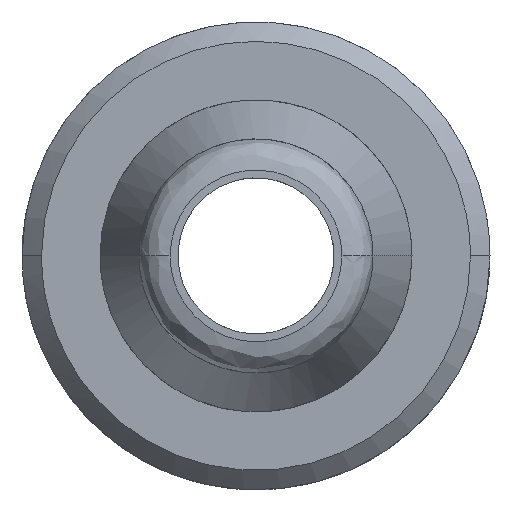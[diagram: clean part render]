
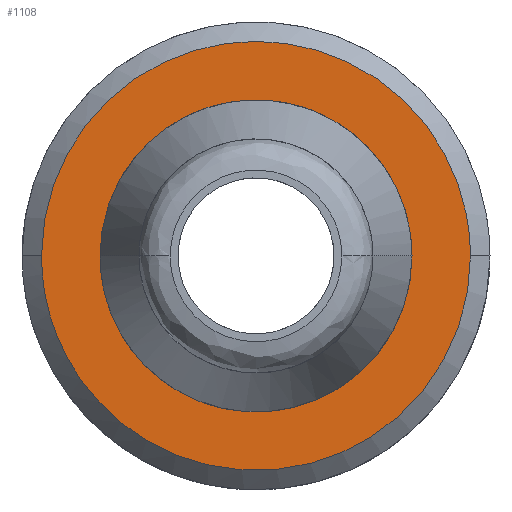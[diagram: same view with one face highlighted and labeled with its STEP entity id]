
A CAD part, front view. The second image highlights one B-rep face of the part: STEP entity #1108.
In plain terms, the highlighted free-form (B-spline) face has degree [1, 1] with [2, 2] control points.
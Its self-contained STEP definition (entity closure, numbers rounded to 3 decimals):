
#31 = CARTESIAN_POINT ( 'NONE',  ( 1.705, -1., 0.457 ) ) ;
#37 = CARTESIAN_POINT ( 'NONE',  ( 1.75, -1., 0. ) ) ;
#55 = CARTESIAN_POINT ( 'NONE',  ( -1.4, -1., 1.075 ) ) ;
#76 = FACE_OUTER_BOUND ( 'NONE', #659, .T. ) ;
#153 = CARTESIAN_POINT ( 'NONE',  ( 2.783, -1., 2.783 ) ) ;
#235 = CARTESIAN_POINT ( 'NONE',  ( 1.75, -1., 0. ) ) ;
#240 = CARTESIAN_POINT ( 'NONE',  ( 1.75, -1., -0.23 ) ) ;
#262 = ORIENTED_EDGE ( 'NONE', *, *, #1792, .T. ) ;
#282 = EDGE_LOOP ( 'NONE', ( #806, #262 ) ) ;
#315 = CARTESIAN_POINT ( 'NONE',  ( 0.882, -1., 1.529 ) ) ;
#339 = CARTESIAN_POINT ( 'NONE',  ( -1.705, -1., 0.457 ) ) ;
#343 = CARTESIAN_POINT ( 'NONE',  ( -1.611, -1., 2.75 ) ) ;
#387 = CARTESIAN_POINT ( 'NONE',  ( -0.457, -1., -1.705 ) ) ;
#392 = FACE_BOUND ( 'NONE', #282, .T. ) ;
#394 = CARTESIAN_POINT ( 'NONE',  ( -1.075, -1., -1.4 ) ) ;
#428 = VERTEX_POINT ( 'NONE', #1395 ) ;
#469 = CARTESIAN_POINT ( 'NONE',  ( -2.75, -1., 0. ) ) ;
#491 = CARTESIAN_POINT ( 'NONE',  ( 2.75, -1., 0. ) ) ;
#537 = CARTESIAN_POINT ( 'NONE',  ( 0.23, -1., -1.75 ) ) ;
#652 =( BOUNDED_CURVE ( )  B_SPLINE_CURVE ( 3, ( #1142, #1322, #1451, #997 ),
 .UNSPECIFIED., .F., .F. ) 
 B_SPLINE_CURVE_WITH_KNOTS ( ( 4, 4 ),
 ( -3.142, 0. ),
 .UNSPECIFIED. ) 
 CURVE ( )  GEOMETRIC_REPRESENTATION_ITEM ( )  RATIONAL_B_SPLINE_CURVE ( ( 1., 0.333, 0.333, 1. ) ) 
 REPRESENTATION_ITEM ( '' )  );
#654 = CARTESIAN_POINT ( 'NONE',  ( -1.075, -1., 1.4 ) ) ;
#657 = CARTESIAN_POINT ( 'NONE',  ( 1.705, -1., -0.457 ) ) ;
#659 = EDGE_LOOP ( 'NONE', ( #863, #1889 ) ) ;
#685 = CARTESIAN_POINT ( 'NONE',  ( -1.4, -1., -1.075 ) ) ;
#727 = EDGE_CURVE ( 'NONE', #987, #1284, #652, .T. ) ;
#733 = B_SPLINE_CURVE_WITH_KNOTS ( 'NONE', 3,
 ( #1371, #925, #339, #1069, #55, #654, #1383, #1645, #1523, #1082, #1063, #315, #1805, #910, #1235, #31, #1363, #37 ),
 .UNSPECIFIED., .F., .F.,
 ( 4, 2, 2, 2, 2, 2, 2, 2, 4 ),
 ( 0., 0.393, 0.785, 1.178, 1.571, 1.963, 2.356, 2.749, 3.142 ),
 .UNSPECIFIED. ) ;
#779 = CARTESIAN_POINT ( 'NONE',  ( 0., -1., 2.75 ) ) ;
#806 = ORIENTED_EDGE ( 'NONE', *, *, #1572, .T. ) ;
#817 = CARTESIAN_POINT ( 'NONE',  ( 1.075, -1., -1.4 ) ) ;
#830 = CARTESIAN_POINT ( 'NONE',  ( -1.529, -1., -0.882 ) ) ;
#863 = ORIENTED_EDGE ( 'NONE', *, *, #727, .F. ) ;
#910 = CARTESIAN_POINT ( 'NONE',  ( 1.4, -1., 1.075 ) ) ;
#925 = CARTESIAN_POINT ( 'NONE',  ( -1.75, -1., 0.23 ) ) ;
#929 = CARTESIAN_POINT ( 'NONE',  ( 2.75, -1., 1.611 ) ) ;
#960 = CARTESIAN_POINT ( 'NONE',  ( -1.705, -1., -0.457 ) ) ;
#970 = CARTESIAN_POINT ( 'NONE',  ( 1.75, -1., 0. ) ) ;
#977 = CARTESIAN_POINT ( 'NONE',  ( -1.75, -1., -0.23 ) ) ;
#987 = VERTEX_POINT ( 'NONE', #1626 ) ;
#997 = CARTESIAN_POINT ( 'NONE',  ( -2.75, -1., 0. ) ) ;
#1047 = CARTESIAN_POINT ( 'NONE',  ( -2.783, -1., -2.783 ) ) ;
#1063 = CARTESIAN_POINT ( 'NONE',  ( 0.457, -1., 1.705 ) ) ;
#1069 = CARTESIAN_POINT ( 'NONE',  ( -1.529, -1., 0.882 ) ) ;
#1082 = CARTESIAN_POINT ( 'NONE',  ( 0.23, -1., 1.75 ) ) ;
#1108 = ADVANCED_FACE ( 'NONE', ( #392, #76 ), #1679, .F. ) ;
#1121 = CARTESIAN_POINT ( 'NONE',  ( 1.529, -1., -0.882 ) ) ;
#1126 = CARTESIAN_POINT ( 'NONE',  ( 0.882, -1., -1.529 ) ) ;
#1142 = CARTESIAN_POINT ( 'NONE',  ( 2.75, -1., 0. ) ) ;
#1183 = CARTESIAN_POINT ( 'NONE',  ( 2.783, -1., -2.783 ) ) ;
#1223 = CARTESIAN_POINT ( 'NONE',  ( 1.611, -1., 2.75 ) ) ;
#1235 = CARTESIAN_POINT ( 'NONE',  ( 1.529, -1., 0.882 ) ) ;
#1273 = CARTESIAN_POINT ( 'NONE',  ( -0.23, -1., -1.75 ) ) ;
#1277 = CARTESIAN_POINT ( 'NONE',  ( 1.4, -1., -1.075 ) ) ;
#1284 = VERTEX_POINT ( 'NONE', #1453 ) ;
#1322 = CARTESIAN_POINT ( 'NONE',  ( 2.75, -1., -5.5 ) ) ;
#1363 = CARTESIAN_POINT ( 'NONE',  ( 1.75, -1., 0.23 ) ) ;
#1371 = CARTESIAN_POINT ( 'NONE',  ( -1.75, -1., 0. ) ) ;
#1383 = CARTESIAN_POINT ( 'NONE',  ( -0.882, -1., 1.529 ) ) ;
#1395 = CARTESIAN_POINT ( 'NONE',  ( -1.75, -1., 0. ) ) ;
#1451 = CARTESIAN_POINT ( 'NONE',  ( -2.75, -1., -5.5 ) ) ;
#1453 = CARTESIAN_POINT ( 'NONE',  ( -2.75, -1., 0. ) ) ;
#1480 =( BOUNDED_CURVE ( )  B_SPLINE_CURVE ( 3, ( #469, #1494, #343, #779, #1223, #929, #491 ),
 .UNSPECIFIED., .F., .F. ) 
 B_SPLINE_CURVE_WITH_KNOTS ( ( 4, 3, 4 ),
 ( -3.142, -1.571, 0. ),
 .UNSPECIFIED. ) 
 CURVE ( )  GEOMETRIC_REPRESENTATION_ITEM ( )  RATIONAL_B_SPLINE_CURVE ( ( 1., 0.805, 0.805, 1., 0.805, 0.805, 1. ) ) 
 REPRESENTATION_ITEM ( '' )  );
#1494 = CARTESIAN_POINT ( 'NONE',  ( -2.75, -1., 1.611 ) ) ;
#1523 = CARTESIAN_POINT ( 'NONE',  ( -0.23, -1., 1.75 ) ) ;
#1544 = EDGE_CURVE ( 'NONE', #1284, #987, #1480, .T. ) ;
#1555 = CARTESIAN_POINT ( 'NONE',  ( 0.457, -1., -1.705 ) ) ;
#1562 = CARTESIAN_POINT ( 'NONE',  ( -0.882, -1., -1.529 ) ) ;
#1567 = VERTEX_POINT ( 'NONE', #970 ) ;
#1572 = EDGE_CURVE ( 'NONE', #1567, #428, #1755, .T. ) ;
#1626 = CARTESIAN_POINT ( 'NONE',  ( 2.75, -1., 0. ) ) ;
#1630 = CARTESIAN_POINT ( 'NONE',  ( -2.783, -1., 2.783 ) ) ;
#1645 = CARTESIAN_POINT ( 'NONE',  ( -0.457, -1., 1.705 ) ) ;
#1679 = B_SPLINE_SURFACE_WITH_KNOTS ( 'NONE', 1, 1, ( 
 ( #1183, #153 ),
 ( #1047, #1630 ) ),
 .UNSPECIFIED., .F., .F., .F.,
 ( 2, 2 ),
 ( 2, 2 ),
 ( 0., 1. ),
 ( 0., 1. ),
 .UNSPECIFIED. ) ;
#1682 = CARTESIAN_POINT ( 'NONE',  ( -1.75, -1., 0. ) ) ;
#1755 = B_SPLINE_CURVE_WITH_KNOTS ( 'NONE', 3,
 ( #235, #240, #657, #1121, #1277, #817, #1126, #1555, #537, #1273, #387, #1562, #394, #685, #830, #960, #977, #1682 ),
 .UNSPECIFIED., .F., .F.,
 ( 4, 2, 2, 2, 2, 2, 2, 2, 4 ),
 ( 0., 0.393, 0.785, 1.178, 1.571, 1.963, 2.356, 2.749, 3.142 ),
 .UNSPECIFIED. ) ;
#1792 = EDGE_CURVE ( 'NONE', #428, #1567, #733, .T. ) ;
#1805 = CARTESIAN_POINT ( 'NONE',  ( 1.075, -1., 1.4 ) ) ;
#1889 = ORIENTED_EDGE ( 'NONE', *, *, #1544, .F. ) ;
